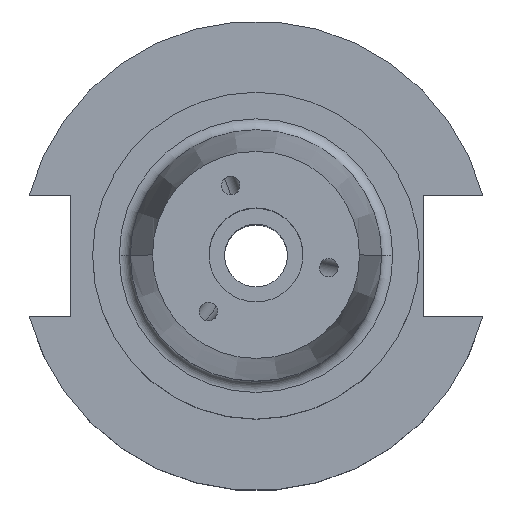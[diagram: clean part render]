
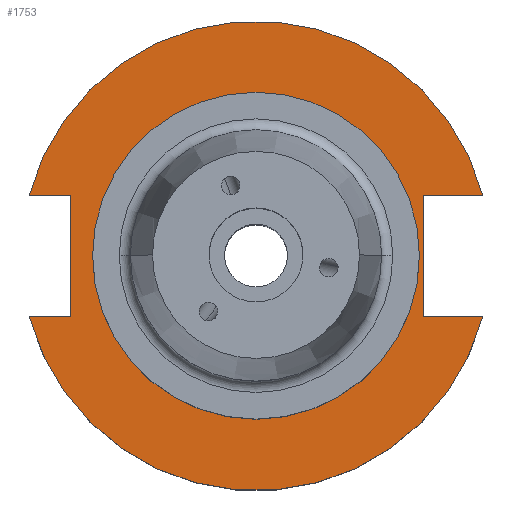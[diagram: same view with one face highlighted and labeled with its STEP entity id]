
A CAD part, top view. The second image highlights one B-rep face of the part: STEP entity #1753.
In plain terms, the highlighted planar face has unit normal (0, 0, 1).
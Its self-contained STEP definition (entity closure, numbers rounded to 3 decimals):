
#27 = VECTOR ( 'NONE', #57, 1000. ) ;
#57 = DIRECTION ( 'NONE',  ( -1., 0., 0. ) ) ;
#69 = DIRECTION ( 'NONE',  ( 1., 0., 0. ) ) ;
#95 = EDGE_CURVE ( 'NONE', #253, #344, #874, .T. ) ;
#126 = ORIENTED_EDGE ( 'NONE', *, *, #1645, .T. ) ;
#130 = ORIENTED_EDGE ( 'NONE', *, *, #2211, .F. ) ;
#183 = VERTEX_POINT ( 'NONE', #517 ) ;
#194 = CARTESIAN_POINT ( 'NONE',  ( 30.675, -8.191, 19.05 ) ) ;
#239 = DIRECTION ( 'NONE',  ( 0., 0., 1. ) ) ;
#253 = VERTEX_POINT ( 'NONE', #1385 ) ;
#301 = EDGE_CURVE ( 'NONE', #344, #1816, #1362, .T. ) ;
#303 = DIRECTION ( 'NONE',  ( 0., 1., 0. ) ) ;
#344 = VERTEX_POINT ( 'NONE', #1246 ) ;
#347 = DIRECTION ( 'NONE',  ( 1., 0., 0. ) ) ;
#371 = AXIS2_PLACEMENT_3D ( 'NONE', #1672, #1482, #347 ) ;
#382 = EDGE_CURVE ( 'NONE', #2067, #450, #1299, .T. ) ;
#386 = VECTOR ( 'NONE', #1881, 1000. ) ;
#406 = AXIS2_PLACEMENT_3D ( 'NONE', #1916, #2302, #1552 ) ;
#450 = VERTEX_POINT ( 'NONE', #1766 ) ;
#482 = CARTESIAN_POINT ( 'NONE',  ( 30.675, 8.191, 19.05 ) ) ;
#502 = EDGE_CURVE ( 'NONE', #1728, #879, #1124, .T. ) ;
#506 = VERTEX_POINT ( 'NONE', #482 ) ;
#517 = CARTESIAN_POINT ( 'NONE',  ( 22.606, 8.191, 19.05 ) ) ;
#520 = AXIS2_PLACEMENT_3D ( 'NONE', #1249, #650, #1711 ) ;
#533 = CIRCLE ( 'NONE', #940, 22.1 ) ;
#593 = CARTESIAN_POINT ( 'NONE',  ( -30.675, -8.191, 19.05 ) ) ;
#650 = DIRECTION ( 'NONE',  ( 0., 0., -1. ) ) ;
#740 = DIRECTION ( 'NONE',  ( 1., 0., 0. ) ) ;
#777 = ORIENTED_EDGE ( 'NONE', *, *, #1274, .T. ) ;
#814 = CARTESIAN_POINT ( 'NONE',  ( 0., -8.191, 19.05 ) ) ;
#836 = FACE_BOUND ( 'NONE', #1708, .T. ) ;
#843 = VECTOR ( 'NONE', #2160, 1000. ) ;
#846 = DIRECTION ( 'NONE',  ( 1., 0., 0. ) ) ;
#851 = ORIENTED_EDGE ( 'NONE', *, *, #1693, .F. ) ;
#863 = CARTESIAN_POINT ( 'NONE',  ( 22.606, 22.1, 19.05 ) ) ;
#874 = LINE ( 'NONE', #951, #386 ) ;
#879 = VERTEX_POINT ( 'NONE', #194 ) ;
#940 = AXIS2_PLACEMENT_3D ( 'NONE', #2437, #1275, #740 ) ;
#951 = CARTESIAN_POINT ( 'NONE',  ( -61.091, 8.191, 19.05 ) ) ;
#1008 = CARTESIAN_POINT ( 'NONE',  ( 0., 0., 19.05 ) ) ;
#1023 = LINE ( 'NONE', #2322, #27 ) ;
#1072 = CARTESIAN_POINT ( 'NONE',  ( 22.1, 0., 19.05 ) ) ;
#1102 = EDGE_CURVE ( 'NONE', #450, #2067, #533, .T. ) ;
#1124 = LINE ( 'NONE', #814, #2142 ) ;
#1222 = ORIENTED_EDGE ( 'NONE', *, *, #95, .T. ) ;
#1237 = CIRCLE ( 'NONE', #406, 31.75 ) ;
#1246 = CARTESIAN_POINT ( 'NONE',  ( -25.091, 8.191, 19.05 ) ) ;
#1249 = CARTESIAN_POINT ( 'NONE',  ( 0., 22.1, 19.05 ) ) ;
#1274 = EDGE_CURVE ( 'NONE', #506, #253, #2202, .T. ) ;
#1275 = DIRECTION ( 'NONE',  ( 0., 0., 1. ) ) ;
#1278 = EDGE_LOOP ( 'NONE', ( #2008, #851, #2255, #1673, #126, #130, #777, #1222 ) ) ;
#1293 = ORIENTED_EDGE ( 'NONE', *, *, #382, .F. ) ;
#1299 = CIRCLE ( 'NONE', #1342, 22.1 ) ;
#1339 = DIRECTION ( 'NONE',  ( 1., 0., 0. ) ) ;
#1342 = AXIS2_PLACEMENT_3D ( 'NONE', #1008, #239, #846 ) ;
#1362 = LINE ( 'NONE', #1547, #843 ) ;
#1385 = CARTESIAN_POINT ( 'NONE',  ( -30.675, 8.191, 19.05 ) ) ;
#1482 = DIRECTION ( 'NONE',  ( 0., 0., 1. ) ) ;
#1547 = CARTESIAN_POINT ( 'NONE',  ( -25.091, 8.191, 19.05 ) ) ;
#1552 = DIRECTION ( 'NONE',  ( 1., 0., 0. ) ) ;
#1645 = EDGE_CURVE ( 'NONE', #1728, #183, #1947, .T. ) ;
#1672 = CARTESIAN_POINT ( 'NONE',  ( 0., 0., 19.05 ) ) ;
#1673 = ORIENTED_EDGE ( 'NONE', *, *, #502, .F. ) ;
#1693 = EDGE_CURVE ( 'NONE', #2175, #1816, #1882, .T. ) ;
#1708 = EDGE_LOOP ( 'NONE', ( #1293, #1897 ) ) ;
#1711 = DIRECTION ( 'NONE',  ( -1., 0., 0. ) ) ;
#1728 = VERTEX_POINT ( 'NONE', #2038 ) ;
#1753 = ADVANCED_FACE ( 'NONE', ( #836, #2306 ), #2012, .F. ) ;
#1766 = CARTESIAN_POINT ( 'NONE',  ( -22.1, 0., 19.05 ) ) ;
#1774 = EDGE_CURVE ( 'NONE', #2175, #879, #1237, .T. ) ;
#1814 = CARTESIAN_POINT ( 'NONE',  ( -61.091, -8.191, 19.05 ) ) ;
#1816 = VERTEX_POINT ( 'NONE', #2117 ) ;
#1881 = DIRECTION ( 'NONE',  ( 1., 0., 0. ) ) ;
#1882 = LINE ( 'NONE', #1814, #2324 ) ;
#1897 = ORIENTED_EDGE ( 'NONE', *, *, #1102, .F. ) ;
#1916 = CARTESIAN_POINT ( 'NONE',  ( 0., 0., 19.05 ) ) ;
#1947 = LINE ( 'NONE', #863, #2002 ) ;
#2002 = VECTOR ( 'NONE', #303, 1000. ) ;
#2008 = ORIENTED_EDGE ( 'NONE', *, *, #301, .T. ) ;
#2012 = PLANE ( 'NONE',  #520 ) ;
#2038 = CARTESIAN_POINT ( 'NONE',  ( 22.606, -8.191, 19.05 ) ) ;
#2067 = VERTEX_POINT ( 'NONE', #1072 ) ;
#2117 = CARTESIAN_POINT ( 'NONE',  ( -25.091, -8.191, 19.05 ) ) ;
#2142 = VECTOR ( 'NONE', #1339, 1000. ) ;
#2160 = DIRECTION ( 'NONE',  ( 0., -1., 0. ) ) ;
#2175 = VERTEX_POINT ( 'NONE', #593 ) ;
#2202 = CIRCLE ( 'NONE', #371, 31.75 ) ;
#2211 = EDGE_CURVE ( 'NONE', #506, #183, #1023, .T. ) ;
#2255 = ORIENTED_EDGE ( 'NONE', *, *, #1774, .T. ) ;
#2302 = DIRECTION ( 'NONE',  ( 0., 0., 1. ) ) ;
#2306 = FACE_OUTER_BOUND ( 'NONE', #1278, .T. ) ;
#2322 = CARTESIAN_POINT ( 'NONE',  ( 0., 8.191, 19.05 ) ) ;
#2324 = VECTOR ( 'NONE', #69, 1000. ) ;
#2437 = CARTESIAN_POINT ( 'NONE',  ( 0., 0., 19.05 ) ) ;
